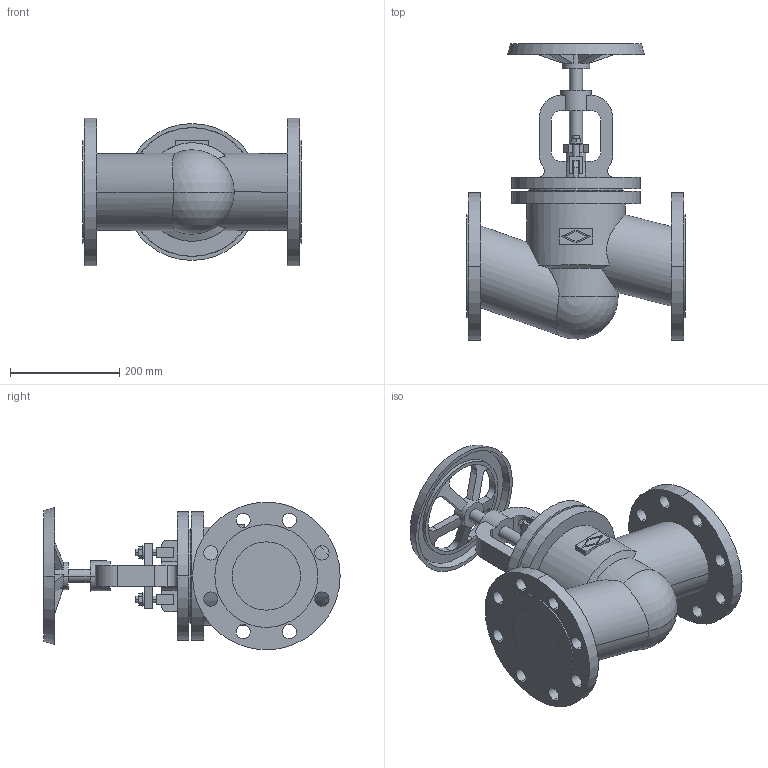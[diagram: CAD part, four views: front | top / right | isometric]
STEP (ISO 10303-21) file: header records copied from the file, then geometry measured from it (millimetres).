
FILE_DESCRIPTION(('OneSpaceDesigner STEP Export'),'2;1');
FILE_NAME('c000002061.stp','2005-12-02T11:11:58',(''),(''),'OneSpace Designer STEP processor for AP203 (Solid Model)','OneSpace Designer 13.20A 18-Aug-2005 (C) CoCreate Software GmbH','');
FILE_SCHEMA(('CONFIG_CONTROL_DESIGN'));
Length unit declared in the file: millimetre
Products named in the file (1): 1
Bounding box: 400 x 541.62 x 270 mm (x, y, z)
Volume: 13879339.6 mm3; surface area: 783010.7 mm2
Topology: 1 solids, 1 shells, 277 faces, 726 edges, 473 vertices
Faces by surface type: plane 128, cylinder 123, cone 24, sphere 2
Entity records: 8515 total; most frequent: CARTESIAN_POINT 2058, ORIENTED_EDGE 1448, DIRECTION 1170, EDGE_CURVE 724, VERTEX_POINT 473, AXIS2_PLACEMENT_3D 396, VECTOR 378, LINE 378
